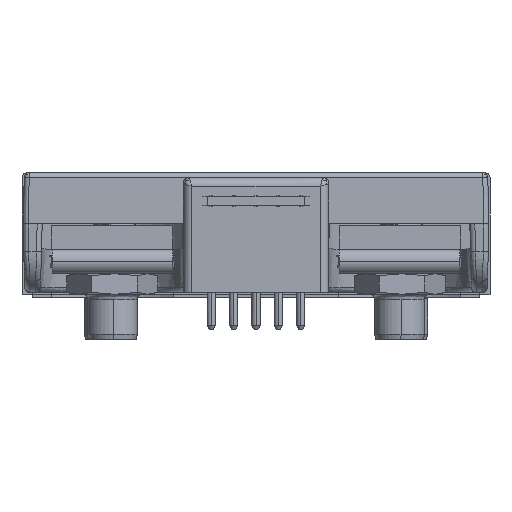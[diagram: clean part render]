
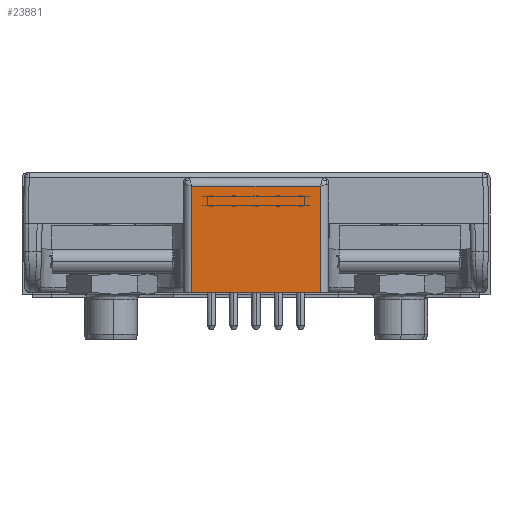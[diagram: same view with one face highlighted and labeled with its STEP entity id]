
A CAD part, left-side view. The second image highlights one B-rep face of the part: STEP entity #23881.
In plain terms, the highlighted planar face has unit normal (-1, 0, 0).
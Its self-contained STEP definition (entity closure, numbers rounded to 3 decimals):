
#3631 = LINE ( 'NONE', #10723, #8124 ) ;
#6173 = EDGE_CURVE ( 'NONE', #12788, #70391, #10773, .T. ) ;
#6277 = ORIENTED_EDGE ( 'NONE', *, *, #71399, .F. ) ;
#8124 = VECTOR ( 'NONE', #68059, 1000. ) ;
#9025 = CARTESIAN_POINT ( 'NONE',  ( -206.927, -248.32, -15.998 ) ) ;
#10723 = CARTESIAN_POINT ( 'NONE',  ( -206.927, -248.32, -16.825 ) ) ;
#10773 = LINE ( 'NONE', #81957, #34319 ) ;
#12788 = VERTEX_POINT ( 'NONE', #86131 ) ;
#19564 = PLANE ( 'NONE',  #55154 ) ;
#23881 = ADVANCED_FACE ( 'NONE', ( #59565 ), #19564, .F. ) ;
#24465 = VERTEX_POINT ( 'NONE', #87742 ) ;
#24927 = DIRECTION ( 'NONE',  ( 0., 0., -1. ) ) ;
#29918 = LINE ( 'NONE', #70533, #91666 ) ;
#32430 = VECTOR ( 'NONE', #81793, 1000. ) ;
#32729 = EDGE_LOOP ( 'NONE', ( #71739, #6277, #83773, #74437 ) ) ;
#34319 = VECTOR ( 'NONE', #24927, 1000. ) ;
#36399 = EDGE_CURVE ( 'NONE', #87573, #12788, #29918, .T. ) ;
#38929 = CARTESIAN_POINT ( 'NONE',  ( -206.927, -259.829, -16.825 ) ) ;
#39141 = LINE ( 'NONE', #53635, #32430 ) ;
#53635 = CARTESIAN_POINT ( 'NONE',  ( -206.927, -258.077, -24.065 ) ) ;
#55154 = AXIS2_PLACEMENT_3D ( 'NONE', #38929, #60625, #67811 ) ;
#59565 = FACE_OUTER_BOUND ( 'NONE', #32729, .T. ) ;
#60625 = DIRECTION ( 'NONE',  ( 1., 0., 0. ) ) ;
#64050 = CARTESIAN_POINT ( 'NONE',  ( -206.927, -258.077, -24.065 ) ) ;
#67811 = DIRECTION ( 'NONE',  ( 0., 0., -1. ) ) ;
#68059 = DIRECTION ( 'NONE',  ( 0., 0., 1. ) ) ;
#70391 = VERTEX_POINT ( 'NONE', #64050 ) ;
#70533 = CARTESIAN_POINT ( 'NONE',  ( -206.927, -259.829, -15.998 ) ) ;
#71399 = EDGE_CURVE ( 'NONE', #70391, #24465, #39141, .T. ) ;
#71739 = ORIENTED_EDGE ( 'NONE', *, *, #83323, .F. ) ;
#74437 = ORIENTED_EDGE ( 'NONE', *, *, #36399, .F. ) ;
#81793 = DIRECTION ( 'NONE',  ( 0., 1., 0. ) ) ;
#81957 = CARTESIAN_POINT ( 'NONE',  ( -206.927, -258.077, -16.825 ) ) ;
#83323 = EDGE_CURVE ( 'NONE', #24465, #87573, #3631, .T. ) ;
#83773 = ORIENTED_EDGE ( 'NONE', *, *, #6173, .F. ) ;
#84264 = DIRECTION ( 'NONE',  ( 0., -1., 0. ) ) ;
#86131 = CARTESIAN_POINT ( 'NONE',  ( -206.927, -258.077, -15.998 ) ) ;
#87573 = VERTEX_POINT ( 'NONE', #9025 ) ;
#87742 = CARTESIAN_POINT ( 'NONE',  ( -206.927, -248.32, -24.065 ) ) ;
#91666 = VECTOR ( 'NONE', #84264, 1000. ) ;
